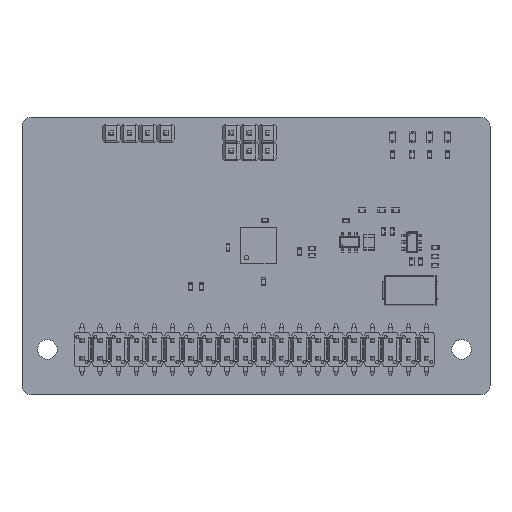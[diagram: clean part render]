
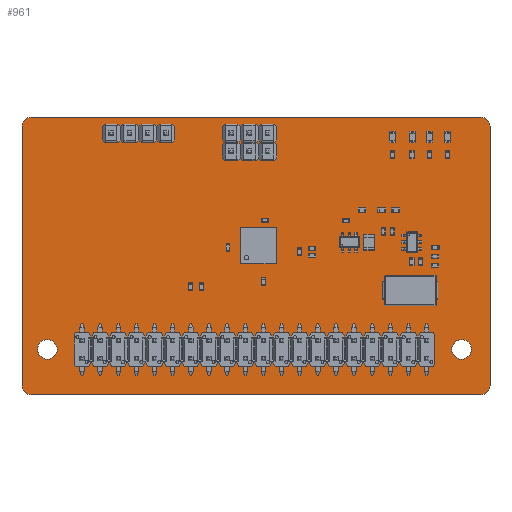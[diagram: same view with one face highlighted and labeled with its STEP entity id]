
A CAD part, top view. The second image highlights one B-rep face of the part: STEP entity #961.
In plain terms, the highlighted planar face has unit normal (0, 0, 1).
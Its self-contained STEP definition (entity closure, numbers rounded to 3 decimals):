
#192 = VERTEX_POINT('',#193);
#193 = CARTESIAN_POINT('',(26.67,25.4,1.488));
#199 = EDGE_CURVE('',#192,#200,#202,.T.);
#200 = VERTEX_POINT('',#201);
#201 = CARTESIAN_POINT('',(25.4,26.67,1.488));
#202 = CIRCLE('',#203,1.27);
#203 = AXIS2_PLACEMENT_3D('',#204,#205,#206);
#204 = CARTESIAN_POINT('',(26.67,26.67,1.488));
#205 = DIRECTION('',(0.,0.,-1.));
#206 = DIRECTION('',(0.,-1.,0.));
#232 = EDGE_CURVE('',#200,#233,#235,.T.);
#233 = VERTEX_POINT('',#234);
#234 = CARTESIAN_POINT('',(25.4,62.98,1.488));
#235 = LINE('',#236,#237);
#236 = CARTESIAN_POINT('',(25.4,26.67,1.488));
#237 = VECTOR('',#238,1.);
#238 = DIRECTION('',(0.,1.,0.));
#263 = EDGE_CURVE('',#233,#264,#266,.T.);
#264 = VERTEX_POINT('',#265);
#265 = CARTESIAN_POINT('',(26.67,64.25,1.488));
#266 = CIRCLE('',#267,1.27);
#267 = AXIS2_PLACEMENT_3D('',#268,#269,#270);
#268 = CARTESIAN_POINT('',(26.67,62.98,1.488));
#269 = DIRECTION('',(0.,0.,-1.));
#270 = DIRECTION('',(-1.,0.,0.));
#296 = EDGE_CURVE('',#264,#297,#299,.T.);
#297 = VERTEX_POINT('',#298);
#298 = CARTESIAN_POINT('',(89.662,64.25,1.488));
#299 = LINE('',#300,#301);
#300 = CARTESIAN_POINT('',(26.67,64.25,1.488));
#301 = VECTOR('',#302,1.);
#302 = DIRECTION('',(1.,0.,0.));
#327 = EDGE_CURVE('',#297,#328,#330,.T.);
#328 = VERTEX_POINT('',#329);
#329 = CARTESIAN_POINT('',(90.932,62.98,1.488));
#330 = CIRCLE('',#331,1.27);
#331 = AXIS2_PLACEMENT_3D('',#332,#333,#334);
#332 = CARTESIAN_POINT('',(89.662,62.98,1.488));
#333 = DIRECTION('',(0.,0.,-1.));
#334 = DIRECTION('',(0.,1.,0.));
#360 = EDGE_CURVE('',#328,#361,#363,.T.);
#361 = VERTEX_POINT('',#362);
#362 = CARTESIAN_POINT('',(90.932,26.67,1.488));
#363 = LINE('',#364,#365);
#364 = CARTESIAN_POINT('',(90.932,62.98,1.488));
#365 = VECTOR('',#366,1.);
#366 = DIRECTION('',(0.,-1.,0.));
#391 = EDGE_CURVE('',#361,#392,#394,.T.);
#392 = VERTEX_POINT('',#393);
#393 = CARTESIAN_POINT('',(89.662,25.4,1.488));
#394 = CIRCLE('',#395,1.27);
#395 = AXIS2_PLACEMENT_3D('',#396,#397,#398);
#396 = CARTESIAN_POINT('',(89.662,26.67,1.488));
#397 = DIRECTION('',(0.,0.,-1.));
#398 = DIRECTION('',(1.,0.,0.));
#424 = EDGE_CURVE('',#392,#192,#425,.T.);
#425 = LINE('',#426,#427);
#426 = CARTESIAN_POINT('',(89.662,25.4,1.488));
#427 = VECTOR('',#428,1.);
#428 = DIRECTION('',(-1.,0.,0.));
#448 = VERTEX_POINT('',#449);
#449 = CARTESIAN_POINT('',(30.331,31.75,1.488));
#455 = EDGE_CURVE('',#448,#448,#456,.T.);
#456 = CIRCLE('',#457,1.375);
#457 = AXIS2_PLACEMENT_3D('',#458,#459,#460);
#458 = CARTESIAN_POINT('',(28.956,31.75,1.488));
#459 = DIRECTION('',(0.,0.,1.));
#460 = DIRECTION('',(1.,0.,0.));
#481 = VERTEX_POINT('',#482);
#482 = CARTESIAN_POINT('',(35.641,31.75,1.488));
#488 = EDGE_CURVE('',#481,#481,#489,.T.);
#489 = CIRCLE('',#490,0.545);
#490 = AXIS2_PLACEMENT_3D('',#491,#492,#493);
#491 = CARTESIAN_POINT('',(35.096,31.75,1.488));
#492 = DIRECTION('',(0.,0.,1.));
#493 = DIRECTION('',(1.,0.,0.));
#514 = VERTEX_POINT('',#515);
#515 = CARTESIAN_POINT('',(55.21,59.46,1.488));
#521 = EDGE_CURVE('',#514,#514,#522,.T.);
#522 = CIRCLE('',#523,0.5);
#523 = AXIS2_PLACEMENT_3D('',#524,#525,#526);
#524 = CARTESIAN_POINT('',(54.71,59.46,1.488));
#525 = DIRECTION('',(0.,0.,1.));
#526 = DIRECTION('',(1.,0.,0.));
#547 = VERTEX_POINT('',#548);
#548 = CARTESIAN_POINT('',(40.96,62.,1.488));
#554 = EDGE_CURVE('',#547,#547,#555,.T.);
#555 = CIRCLE('',#556,0.5);
#556 = AXIS2_PLACEMENT_3D('',#557,#558,#559);
#557 = CARTESIAN_POINT('',(40.46,62.,1.488));
#558 = DIRECTION('',(0.,0.,1.));
#559 = DIRECTION('',(1.,0.,0.));
#580 = VERTEX_POINT('',#581);
#581 = CARTESIAN_POINT('',(38.42,62.,1.488));
#587 = EDGE_CURVE('',#580,#580,#588,.T.);
#588 = CIRCLE('',#589,0.5);
#589 = AXIS2_PLACEMENT_3D('',#590,#591,#592);
#590 = CARTESIAN_POINT('',(37.92,62.,1.488));
#591 = DIRECTION('',(0.,0.,1.));
#592 = DIRECTION('',(1.,0.,0.));
#613 = VERTEX_POINT('',#614);
#614 = CARTESIAN_POINT('',(46.04,62.,1.488));
#620 = EDGE_CURVE('',#613,#613,#621,.T.);
#621 = CIRCLE('',#622,0.5);
#622 = AXIS2_PLACEMENT_3D('',#623,#624,#625);
#623 = CARTESIAN_POINT('',(45.54,62.,1.488));
#624 = DIRECTION('',(0.,0.,1.));
#625 = DIRECTION('',(1.,0.,0.));
#646 = VERTEX_POINT('',#647);
#647 = CARTESIAN_POINT('',(43.5,62.,1.488));
#653 = EDGE_CURVE('',#646,#646,#654,.T.);
#654 = CIRCLE('',#655,0.5);
#655 = AXIS2_PLACEMENT_3D('',#656,#657,#658);
#656 = CARTESIAN_POINT('',(43.,62.,1.488));
#657 = DIRECTION('',(0.,0.,1.));
#658 = DIRECTION('',(1.,0.,0.));
#679 = VERTEX_POINT('',#680);
#680 = CARTESIAN_POINT('',(57.75,59.46,1.488));
#686 = EDGE_CURVE('',#679,#679,#687,.T.);
#687 = CIRCLE('',#688,0.5);
#688 = AXIS2_PLACEMENT_3D('',#689,#690,#691);
#689 = CARTESIAN_POINT('',(57.25,59.46,1.488));
#690 = DIRECTION('',(0.,0.,1.));
#691 = DIRECTION('',(1.,0.,0.));
#712 = VERTEX_POINT('',#713);
#713 = CARTESIAN_POINT('',(81.361,31.75,1.488));
#719 = EDGE_CURVE('',#712,#712,#720,.T.);
#720 = CIRCLE('',#721,0.545);
#721 = AXIS2_PLACEMENT_3D('',#722,#723,#724);
#722 = CARTESIAN_POINT('',(80.816,31.75,1.488));
#723 = DIRECTION('',(0.,0.,1.));
#724 = DIRECTION('',(1.,0.,0.));
#745 = VERTEX_POINT('',#746);
#746 = CARTESIAN_POINT('',(88.331,31.75,1.488));
#752 = EDGE_CURVE('',#745,#745,#753,.T.);
#753 = CIRCLE('',#754,1.375);
#754 = AXIS2_PLACEMENT_3D('',#755,#756,#757);
#755 = CARTESIAN_POINT('',(86.956,31.75,1.488));
#756 = DIRECTION('',(0.,0.,1.));
#757 = DIRECTION('',(1.,0.,0.));
#778 = VERTEX_POINT('',#779);
#779 = CARTESIAN_POINT('',(57.75,62.,1.488));
#785 = EDGE_CURVE('',#778,#778,#786,.T.);
#786 = CIRCLE('',#787,0.5);
#787 = AXIS2_PLACEMENT_3D('',#788,#789,#790);
#788 = CARTESIAN_POINT('',(57.25,62.,1.488));
#789 = DIRECTION('',(0.,0.,1.));
#790 = DIRECTION('',(1.,0.,0.));
#811 = VERTEX_POINT('',#812);
#812 = CARTESIAN_POINT('',(55.21,62.,1.488));
#818 = EDGE_CURVE('',#811,#811,#819,.T.);
#819 = CIRCLE('',#820,0.5);
#820 = AXIS2_PLACEMENT_3D('',#821,#822,#823);
#821 = CARTESIAN_POINT('',(54.71,62.,1.488));
#822 = DIRECTION('',(0.,0.,1.));
#823 = DIRECTION('',(1.,0.,0.));
#844 = VERTEX_POINT('',#845);
#845 = CARTESIAN_POINT('',(60.29,59.46,1.488));
#851 = EDGE_CURVE('',#844,#844,#852,.T.);
#852 = CIRCLE('',#853,0.5);
#853 = AXIS2_PLACEMENT_3D('',#854,#855,#856);
#854 = CARTESIAN_POINT('',(59.79,59.46,1.488));
#855 = DIRECTION('',(0.,0.,1.));
#856 = DIRECTION('',(1.,0.,0.));
#877 = VERTEX_POINT('',#878);
#878 = CARTESIAN_POINT('',(60.29,62.,1.488));
#884 = EDGE_CURVE('',#877,#877,#885,.T.);
#885 = CIRCLE('',#886,0.5);
#886 = AXIS2_PLACEMENT_3D('',#887,#888,#889);
#887 = CARTESIAN_POINT('',(59.79,62.,1.488));
#888 = DIRECTION('',(0.,0.,1.));
#889 = DIRECTION('',(1.,0.,0.));
#961 = ADVANCED_FACE('',(#962,#972,#975,#978,#981,#984,#987,#990,#993,
    #996,#999,#1002,#1005,#1008,#1011),#1014,.T.);
#962 = FACE_BOUND('',#963,.F.);
#963 = EDGE_LOOP('',(#964,#965,#966,#967,#968,#969,#970,#971));
#964 = ORIENTED_EDGE('',*,*,#199,.T.);
#965 = ORIENTED_EDGE('',*,*,#232,.T.);
#966 = ORIENTED_EDGE('',*,*,#263,.T.);
#967 = ORIENTED_EDGE('',*,*,#296,.T.);
#968 = ORIENTED_EDGE('',*,*,#327,.T.);
#969 = ORIENTED_EDGE('',*,*,#360,.T.);
#970 = ORIENTED_EDGE('',*,*,#391,.T.);
#971 = ORIENTED_EDGE('',*,*,#424,.T.);
#972 = FACE_BOUND('',#973,.T.);
#973 = EDGE_LOOP('',(#974));
#974 = ORIENTED_EDGE('',*,*,#455,.F.);
#975 = FACE_BOUND('',#976,.T.);
#976 = EDGE_LOOP('',(#977));
#977 = ORIENTED_EDGE('',*,*,#488,.F.);
#978 = FACE_BOUND('',#979,.T.);
#979 = EDGE_LOOP('',(#980));
#980 = ORIENTED_EDGE('',*,*,#521,.F.);
#981 = FACE_BOUND('',#982,.T.);
#982 = EDGE_LOOP('',(#983));
#983 = ORIENTED_EDGE('',*,*,#554,.F.);
#984 = FACE_BOUND('',#985,.T.);
#985 = EDGE_LOOP('',(#986));
#986 = ORIENTED_EDGE('',*,*,#587,.F.);
#987 = FACE_BOUND('',#988,.T.);
#988 = EDGE_LOOP('',(#989));
#989 = ORIENTED_EDGE('',*,*,#620,.F.);
#990 = FACE_BOUND('',#991,.T.);
#991 = EDGE_LOOP('',(#992));
#992 = ORIENTED_EDGE('',*,*,#653,.F.);
#993 = FACE_BOUND('',#994,.T.);
#994 = EDGE_LOOP('',(#995));
#995 = ORIENTED_EDGE('',*,*,#686,.F.);
#996 = FACE_BOUND('',#997,.T.);
#997 = EDGE_LOOP('',(#998));
#998 = ORIENTED_EDGE('',*,*,#719,.F.);
#999 = FACE_BOUND('',#1000,.T.);
#1000 = EDGE_LOOP('',(#1001));
#1001 = ORIENTED_EDGE('',*,*,#752,.F.);
#1002 = FACE_BOUND('',#1003,.T.);
#1003 = EDGE_LOOP('',(#1004));
#1004 = ORIENTED_EDGE('',*,*,#785,.F.);
#1005 = FACE_BOUND('',#1006,.T.);
#1006 = EDGE_LOOP('',(#1007));
#1007 = ORIENTED_EDGE('',*,*,#818,.F.);
#1008 = FACE_BOUND('',#1009,.T.);
#1009 = EDGE_LOOP('',(#1010));
#1010 = ORIENTED_EDGE('',*,*,#851,.F.);
#1011 = FACE_BOUND('',#1012,.T.);
#1012 = EDGE_LOOP('',(#1013));
#1013 = ORIENTED_EDGE('',*,*,#884,.F.);
#1014 = PLANE('',#1015);
#1015 = AXIS2_PLACEMENT_3D('',#1016,#1017,#1018);
#1016 = CARTESIAN_POINT('',(26.67,25.4,1.488));
#1017 = DIRECTION('',(0.,0.,1.));
#1018 = DIRECTION('',(1.,0.,0.));
